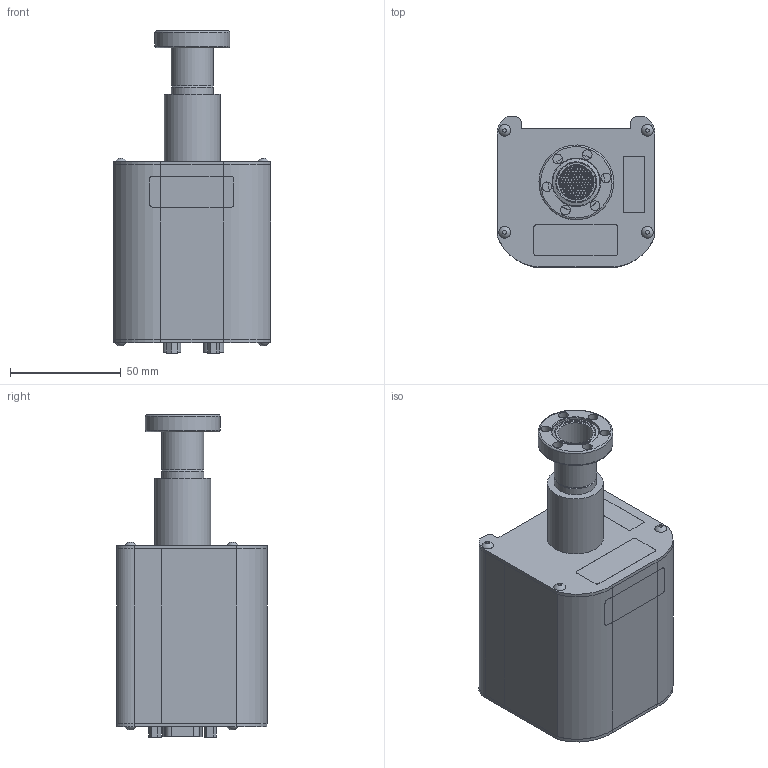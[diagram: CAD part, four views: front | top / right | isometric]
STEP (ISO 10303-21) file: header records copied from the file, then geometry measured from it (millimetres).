
FILE_DESCRIPTION (( 'STEP AP214' ), '1' );
FILE_NAME ('352-053 BAG302-S 9DSub,OLED,16CFR.STEP', '2017-06-01T14:30:29', ( '' ), ( '' ), 'SwSTEP 2.0', 'SolidWorks 2013', '' );
FILE_SCHEMA (( 'AUTOMOTIVE_DESIGN' ));
Length unit declared in the file: inch
Products named in the file (1): 352-053 BAG302-S 9DSub,OLED,16CFR
Bounding box: 71.12 x 67.89 x 145.54 mm (x, y, z)
Volume: 111046.6 mm3; surface area: 133791.6 mm2
Topology: 64 solids, 64 shells, 2945 faces, 7804 edges, 5117 vertices
Faces by surface type: plane 2042, cylinder 601, bspline 166, cone 78, torus 53, sphere 5
Full cylindrical faces by diameter (mm): 0.178 x6, 0.254 x1, 0.762 x7, 1.02 x9, 1.18 x9, 1.194 x163, 1.575 x11, 1.829 x4, 1.93 x6, 2.032 x1, 2.134 x1, 2.184 x1, 2.261 x6, 2.3 x2, 2.438 x2, 2.794 x4, 2.845 x8, 3.048 x12, 3.1 x2, 3.175 x10, 3.962 x1, 4.24 x2, 4.369 x6, 4.807 x2, 4.953 x5, 5.08 x1, 5.1 x2, 15.748 x1, 16.002 x1, 18.263 x1
Entity records: 136226 total; most frequent: CARTESIAN_POINT 24744, ORIENTED_EDGE 14700, DIRECTION 14067, EDGE_CURVE 7350, VECTOR 5241, LINE 5241, VERTEX_POINT 5048, AXIS2_PLACEMENT_3D 4413
